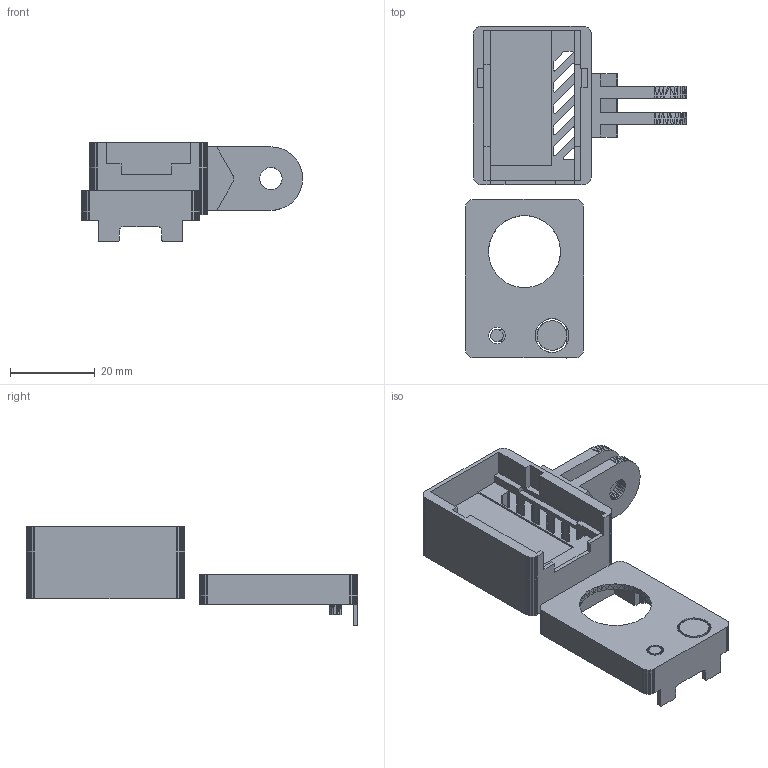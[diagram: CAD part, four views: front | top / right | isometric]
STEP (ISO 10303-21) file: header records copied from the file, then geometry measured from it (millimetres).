
FILE_DESCRIPTION(/* description */ (''),/* implementation_level */ '2;1');
FILE_NAME(/* name */ 'case_maixcam.step',/* time_stamp */ '2026-02-08T12:11:49-05:00',/* author */ (''),/* organization */ (''),/* preprocessor_version */ 'ST-DEVELOPER v20.1',/* originating_system */ 'Autodesk Translation Framework v14.24.0.0',/* authorisation */ '');
FILE_SCHEMA (('AUTOMOTIVE_DESIGN { 1 0 10303 214 3 1 1 }'));
Length unit declared in the file: millimetre
Products named in the file (3): 2026-02-07-21-44-42-840; 2026-02-07-21-44-42-840_1; 2026-02-07-21-44-42-843
Assembly tree (2 placements, depth 2):
  2026-02-07-21-44-42-840
    2026-02-07-21-44-42-840_1
    2026-02-07-21-44-42-843
Bounding box: 52.31 x 78.47 x 23.32 mm (x, y, z)
Volume: 15658.1 mm3; surface area: 10939.8 mm2
Topology: 2 solids, 2 shells, 1646 faces, 3410 edges, 1765 vertices
Faces by surface type: plane 1646
Entity records: 40717 total; most frequent: CARTESIAN_POINT 6826, ORIENTED_EDGE 6820, DIRECTION 6712, LINE 3410, VECTOR 3410, EDGE_CURVE 3410, VERTEX_POINT 1765, EDGE_LOOP 1665
